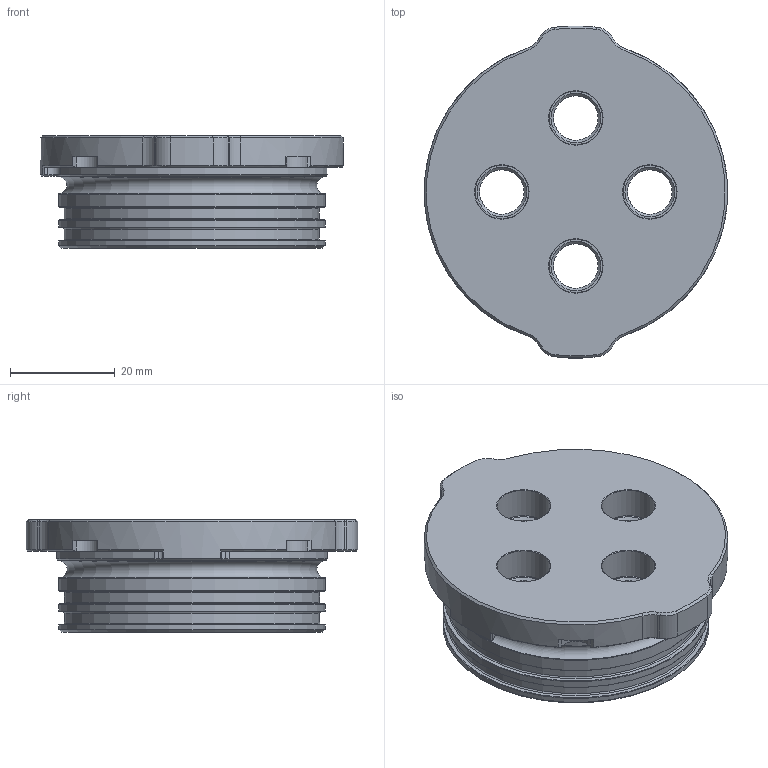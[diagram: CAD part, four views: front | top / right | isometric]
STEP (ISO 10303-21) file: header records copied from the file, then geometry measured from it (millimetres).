
FILE_DESCRIPTION(/* description */ (''),/* implementation_level */ '2;1');
FILE_NAME(/* name */ 'WTE2-M-LOCKING-FLANGE-CAP-4-HOLE-R1.step',/* time_stamp */ '2021-07-08T08:39:50+02:00',/* author */ (''),/* organization */ (''),/* preprocessor_version */ 'ST-DEVELOPER v18.1',/* originating_system */ 'Autodesk Translation Framework v10.9.0.1377',/* authorisation */ '');
FILE_SCHEMA (('AUTOMOTIVE_DESIGN { 1 0 10303 214 3 1 1 }'));
Length unit declared in the file: millimetre
Products named in the file (1): WTE2-M-LOCKING-FLANGE-CAP-4-HOLE-R1
Bounding box: 57.94 x 63.44 x 21.5 mm (x, y, z)
Volume: 23432.9 mm3; surface area: 13420.2 mm2
Topology: 1 solids, 1 shells, 255 faces, 631 edges, 389 vertices
Faces by surface type: cone 95, cylinder 93, plane 56, torus 11
Full cylindrical faces by diameter (mm): 2.5 x4, 8.5 x4, 10.2 x4, 48.75 x2, 50.95 x4
Entity records: 7746 total; most frequent: DIRECTION 1456, CARTESIAN_POINT 1416, ORIENTED_EDGE 1254, EDGE_CURVE 627, AXIS2_PLACEMENT_3D 589, VERTEX_POINT 389, CIRCLE 333, LINE 278
